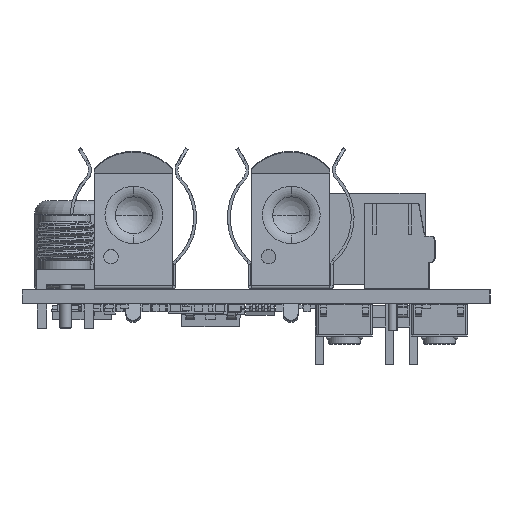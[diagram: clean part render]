
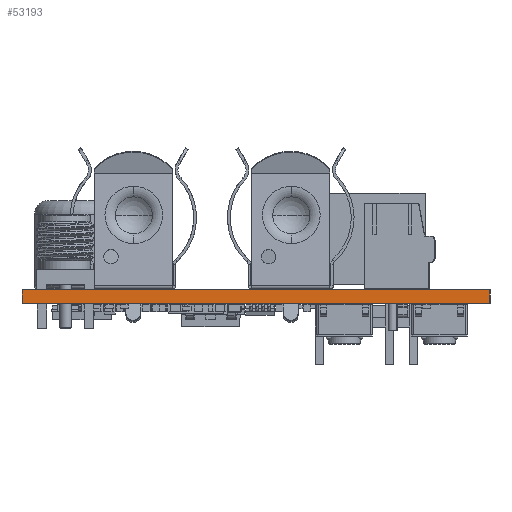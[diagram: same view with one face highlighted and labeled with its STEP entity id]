
A CAD part, left-side view. The second image highlights one B-rep face of the part: STEP entity #53193.
In plain terms, the highlighted planar face has unit normal (-1, 0, 0).
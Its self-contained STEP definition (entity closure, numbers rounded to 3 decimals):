
#53137 = VERTEX_POINT('',#53138);
#53138 = CARTESIAN_POINT('',(62.9,-86.05,1.51));
#53144 = EDGE_CURVE('',#53145,#53137,#53147,.T.);
#53145 = VERTEX_POINT('',#53146);
#53146 = CARTESIAN_POINT('',(62.9,-86.05,0.));
#53147 = LINE('',#53148,#53149);
#53148 = CARTESIAN_POINT('',(62.9,-86.05,0.));
#53149 = VECTOR('',#53150,1.);
#53150 = DIRECTION('',(0.,0.,1.));
#53193 = ADVANCED_FACE('',(#53194),#53219,.T.);
#53194 = FACE_BOUND('',#53195,.T.);
#53195 = EDGE_LOOP('',(#53196,#53197,#53205,#53213));
#53196 = ORIENTED_EDGE('',*,*,#53144,.T.);
#53197 = ORIENTED_EDGE('',*,*,#53198,.T.);
#53198 = EDGE_CURVE('',#53137,#53199,#53201,.T.);
#53199 = VERTEX_POINT('',#53200);
#53200 = CARTESIAN_POINT('',(62.9,-35.55,1.51));
#53201 = LINE('',#53202,#53203);
#53202 = CARTESIAN_POINT('',(62.9,-86.05,1.51));
#53203 = VECTOR('',#53204,1.);
#53204 = DIRECTION('',(0.,1.,0.));
#53205 = ORIENTED_EDGE('',*,*,#53206,.F.);
#53206 = EDGE_CURVE('',#53207,#53199,#53209,.T.);
#53207 = VERTEX_POINT('',#53208);
#53208 = CARTESIAN_POINT('',(62.9,-35.55,0.));
#53209 = LINE('',#53210,#53211);
#53210 = CARTESIAN_POINT('',(62.9,-35.55,0.));
#53211 = VECTOR('',#53212,1.);
#53212 = DIRECTION('',(0.,0.,1.));
#53213 = ORIENTED_EDGE('',*,*,#53214,.F.);
#53214 = EDGE_CURVE('',#53145,#53207,#53215,.T.);
#53215 = LINE('',#53216,#53217);
#53216 = CARTESIAN_POINT('',(62.9,-86.05,0.));
#53217 = VECTOR('',#53218,1.);
#53218 = DIRECTION('',(0.,1.,0.));
#53219 = PLANE('',#53220);
#53220 = AXIS2_PLACEMENT_3D('',#53221,#53222,#53223);
#53221 = CARTESIAN_POINT('',(62.9,-86.05,0.));
#53222 = DIRECTION('',(-1.,0.,0.));
#53223 = DIRECTION('',(0.,1.,0.));
